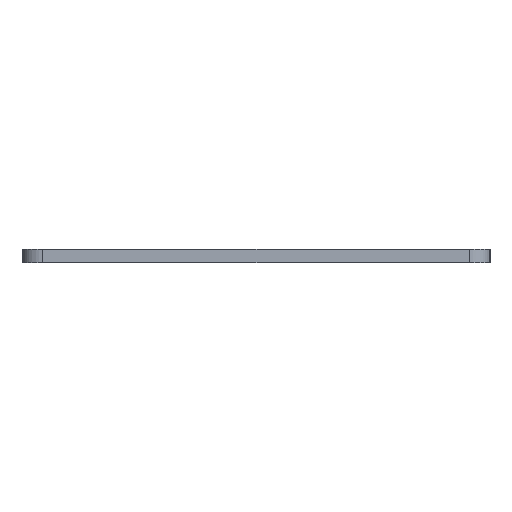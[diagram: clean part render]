
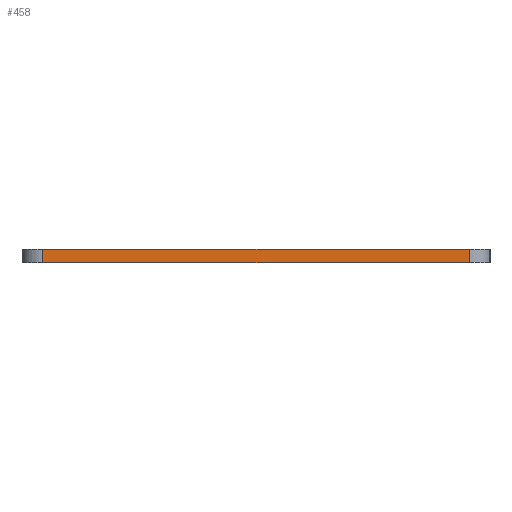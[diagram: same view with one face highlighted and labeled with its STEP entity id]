
A CAD part, left-side view. The second image highlights one B-rep face of the part: STEP entity #458.
In plain terms, the highlighted planar face has unit normal (-1, 0, 0).
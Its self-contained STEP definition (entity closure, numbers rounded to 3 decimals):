
#7 = ORIENTED_EDGE ( 'NONE', *, *, #237, .F. ) ;
#22 = VECTOR ( 'NONE', #857, 1000. ) ;
#54 = CARTESIAN_POINT ( 'NONE',  ( -77.5, -30.65, 2. ) ) ;
#80 = DIRECTION ( 'NONE',  ( 1., 0., 0. ) ) ;
#82 = VERTEX_POINT ( 'NONE', #881 ) ;
#108 = VECTOR ( 'NONE', #490, 1000. ) ;
#120 = VERTEX_POINT ( 'NONE', #175 ) ;
#131 = VERTEX_POINT ( 'NONE', #509 ) ;
#150 = CARTESIAN_POINT ( 'NONE',  ( -77.5, 30.65, 0. ) ) ;
#175 = CARTESIAN_POINT ( 'NONE',  ( -77.5, -30.65, 2. ) ) ;
#215 = EDGE_CURVE ( 'NONE', #357, #120, #353, .T. ) ;
#237 = EDGE_CURVE ( 'NONE', #120, #131, #289, .T. ) ;
#247 = CARTESIAN_POINT ( 'NONE',  ( -77.5, 30.65, 2. ) ) ;
#289 = LINE ( 'NONE', #54, #22 ) ;
#291 = ORIENTED_EDGE ( 'NONE', *, *, #442, .T. ) ;
#332 = LINE ( 'NONE', #247, #108 ) ;
#336 = ORIENTED_EDGE ( 'NONE', *, *, #916, .T. ) ;
#353 = LINE ( 'NONE', #863, #1032 ) ;
#357 = VERTEX_POINT ( 'NONE', #385 ) ;
#385 = CARTESIAN_POINT ( 'NONE',  ( -77.5, 30.65, 2. ) ) ;
#407 = VECTOR ( 'NONE', #968, 1000. ) ;
#442 = EDGE_CURVE ( 'NONE', #82, #131, #802, .T. ) ;
#458 = ADVANCED_FACE ( 'NONE', ( #476 ), #876, .F. ) ;
#476 = FACE_OUTER_BOUND ( 'NONE', #632, .T. ) ;
#488 = DIRECTION ( 'NONE',  ( 0., 1., 0. ) ) ;
#490 = DIRECTION ( 'NONE',  ( 0., 0., -1. ) ) ;
#509 = CARTESIAN_POINT ( 'NONE',  ( -77.5, -30.65, 0. ) ) ;
#520 = ORIENTED_EDGE ( 'NONE', *, *, #215, .F. ) ;
#632 = EDGE_LOOP ( 'NONE', ( #291, #7, #520, #336 ) ) ;
#726 = CARTESIAN_POINT ( 'NONE',  ( -77.5, 30.65, 2. ) ) ;
#781 = DIRECTION ( 'NONE',  ( 0., -1., 0. ) ) ;
#802 = LINE ( 'NONE', #150, #407 ) ;
#837 = AXIS2_PLACEMENT_3D ( 'NONE', #726, #80, #488 ) ;
#857 = DIRECTION ( 'NONE',  ( 0., 0., -1. ) ) ;
#863 = CARTESIAN_POINT ( 'NONE',  ( -77.5, 30.65, 2. ) ) ;
#876 = PLANE ( 'NONE',  #837 ) ;
#881 = CARTESIAN_POINT ( 'NONE',  ( -77.5, 30.65, 0. ) ) ;
#916 = EDGE_CURVE ( 'NONE', #357, #82, #332, .T. ) ;
#968 = DIRECTION ( 'NONE',  ( 0., -1., 0. ) ) ;
#1032 = VECTOR ( 'NONE', #781, 1000. ) ;
